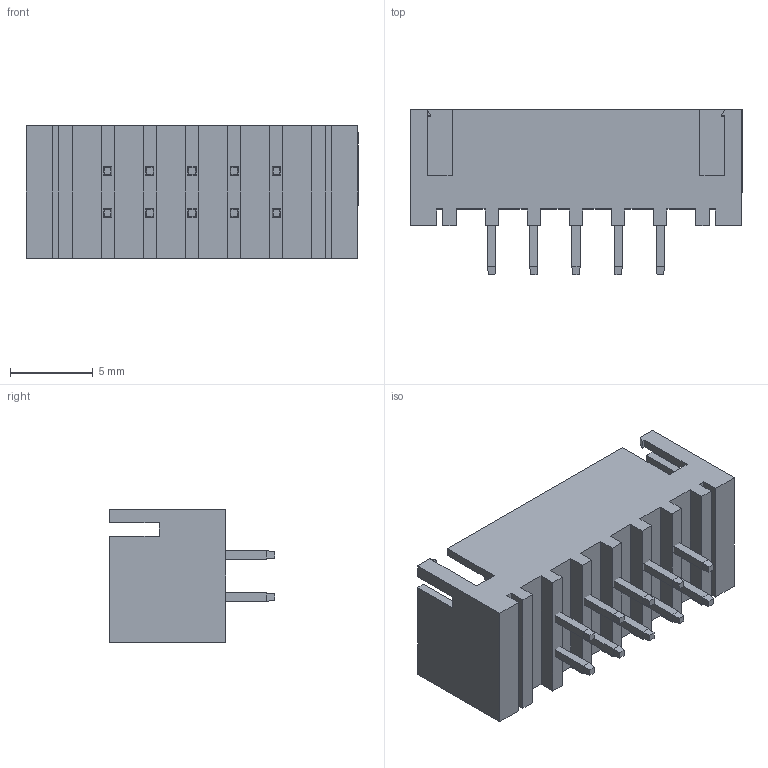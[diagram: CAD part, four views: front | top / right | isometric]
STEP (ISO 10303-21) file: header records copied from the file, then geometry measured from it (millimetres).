
FILE_DESCRIPTION (( 'STEP AP214' ), '1' );
FILE_NAME ('×°ÅäÌå1.STEP', '2014-01-16T01:37:32', ( 'BT_YANFB_XUJUNRAN' ), ( '' ), 'SwSTEP 2.0', 'SolidWorks 2010', '' );
FILE_SCHEMA (( 'AUTOMOTIVE_DESIGN' ));
Length unit declared in the file: millimetre
Products named in the file (3): 錨璃1; 錨璃12; 蚾饜极1
Assembly tree (11 placements, depth 2):
  蚾饜极1
    錨璃12  x10
    錨璃1
Bounding box: 20 x 9.95 x 8 mm (x, y, z)
Volume: 379 mm3; surface area: 1239.9 mm2
Topology: 12 solids, 12 shells, 205 faces, 463 edges, 282 vertices
Faces by surface type: plane 205
Entity records: 2592 total; most frequent: CARTESIAN_POINT 442, ORIENTED_EDGE 422, DIRECTION 397, LINE 211, VECTOR 211, EDGE_CURVE 211, VERTEX_POINT 138, AXIS2_PLACEMENT_3D 93
